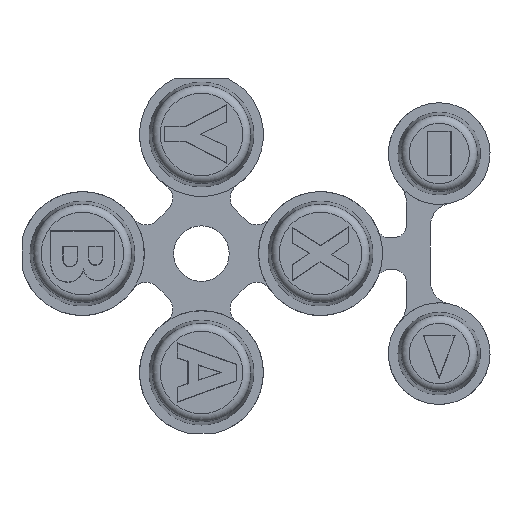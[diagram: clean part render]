
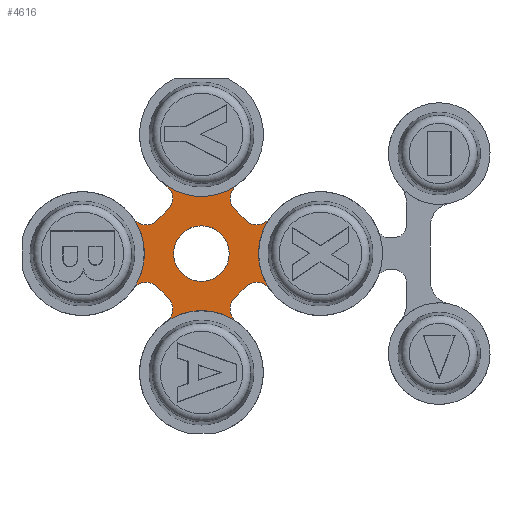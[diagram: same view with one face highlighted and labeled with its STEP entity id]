
A CAD part, top view. The second image highlights one B-rep face of the part: STEP entity #4616.
In plain terms, the highlighted planar face has unit normal (0, 0, 1).
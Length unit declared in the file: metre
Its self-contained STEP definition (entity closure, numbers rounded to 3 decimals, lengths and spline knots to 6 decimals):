
#1734=ORIENTED_EDGE('',*,*,#2707,.T.);
#1735=ORIENTED_EDGE('',*,*,#2434,.T.);
#1736=ORIENTED_EDGE('',*,*,#2737,.T.);
#1737=ORIENTED_EDGE('',*,*,#2734,.T.);
#1738=ORIENTED_EDGE('',*,*,#2731,.T.);
#1739=ORIENTED_EDGE('',*,*,#2476,.T.);
#1740=ORIENTED_EDGE('',*,*,#2729,.T.);
#1741=ORIENTED_EDGE('',*,*,#2726,.T.);
#1742=ORIENTED_EDGE('',*,*,#2723,.T.);
#1743=ORIENTED_EDGE('',*,*,#2500,.T.);
#1744=ORIENTED_EDGE('',*,*,#2721,.T.);
#1745=ORIENTED_EDGE('',*,*,#2718,.T.);
#1746=ORIENTED_EDGE('',*,*,#2715,.T.);
#1747=ORIENTED_EDGE('',*,*,#2488,.T.);
#1748=ORIENTED_EDGE('',*,*,#2713,.T.);
#1749=ORIENTED_EDGE('',*,*,#2710,.T.);
#1750=ORIENTED_EDGE('',*,*,#2784,.T.);
#2434=EDGE_CURVE('',#3129,#3130,#3521,.T.);
#2476=EDGE_CURVE('',#3167,#3166,#3544,.T.);
#2488=EDGE_CURVE('',#3177,#3176,#3550,.T.);
#2500=EDGE_CURVE('',#3187,#3186,#3556,.T.);
#2707=EDGE_CURVE('',#3340,#3129,#3595,.T.);
#2710=EDGE_CURVE('',#3342,#3340,#3597,.T.);
#2713=EDGE_CURVE('',#3176,#3342,#3599,.T.);
#2715=EDGE_CURVE('',#3344,#3177,#3601,.T.);
#2718=EDGE_CURVE('',#3346,#3344,#3603,.T.);
#2721=EDGE_CURVE('',#3186,#3346,#3605,.T.);
#2723=EDGE_CURVE('',#3348,#3187,#3607,.T.);
#2726=EDGE_CURVE('',#3350,#3348,#3609,.T.);
#2729=EDGE_CURVE('',#3166,#3350,#3611,.T.);
#2731=EDGE_CURVE('',#3352,#3167,#3613,.T.);
#2734=EDGE_CURVE('',#3354,#3352,#3615,.T.);
#2737=EDGE_CURVE('',#3130,#3354,#3617,.T.);
#2784=EDGE_CURVE('',#3376,#3376,#3636,.T.);
#3129=VERTEX_POINT('',#6864);
#3130=VERTEX_POINT('',#6865);
#3166=VERTEX_POINT('',#6951);
#3167=VERTEX_POINT('',#6953);
#3176=VERTEX_POINT('',#6977);
#3177=VERTEX_POINT('',#6979);
#3186=VERTEX_POINT('',#7003);
#3187=VERTEX_POINT('',#7005);
#3340=VERTEX_POINT('',#7697);
#3342=VERTEX_POINT('',#7703);
#3344=VERTEX_POINT('',#7712);
#3346=VERTEX_POINT('',#7718);
#3348=VERTEX_POINT('',#7727);
#3350=VERTEX_POINT('',#7733);
#3352=VERTEX_POINT('',#7742);
#3354=VERTEX_POINT('',#7748);
#3376=VERTEX_POINT('',#7867);
#3521=CIRCLE('',#4822,0.0039);
#3544=CIRCLE('',#4854,0.0039);
#3550=CIRCLE('',#4864,0.0039);
#3556=CIRCLE('',#4874,0.0039);
#3595=CIRCLE('',#4972,0.001);
#3597=CIRCLE('',#4975,0.01);
#3599=CIRCLE('',#4978,0.001);
#3601=CIRCLE('',#4981,0.001);
#3603=CIRCLE('',#4984,0.01);
#3605=CIRCLE('',#4987,0.001);
#3607=CIRCLE('',#4990,0.001);
#3609=CIRCLE('',#4993,0.01);
#3611=CIRCLE('',#4996,0.001);
#3613=CIRCLE('',#4999,0.001);
#3615=CIRCLE('',#5002,0.01);
#3617=CIRCLE('',#5005,0.001);
#3636=CIRCLE('',#5043,0.00175);
#3863=EDGE_LOOP('',(#1734,#1735,#1736,#1737,#1738,#1739,#1740,#1741,#1742,
#1743,#1744,#1745,#1746,#1747,#1748,#1749));
#3864=EDGE_LOOP('',(#1750));
#4175=FACE_BOUND('',#3863,.T.);
#4176=FACE_BOUND('',#3864,.T.);
#4377=PLANE('',#5100);
#4616=ADVANCED_FACE('',(#4175,#4176),#4377,.F.);
#4822=AXIS2_PLACEMENT_3D('',#6863,#5402,#5403);
#4854=AXIS2_PLACEMENT_3D('',#6952,#5485,#5486);
#4864=AXIS2_PLACEMENT_3D('',#6978,#5511,#5512);
#4874=AXIS2_PLACEMENT_3D('',#7004,#5537,#5538);
#4972=AXIS2_PLACEMENT_3D('',#7696,#5810,#5811);
#4975=AXIS2_PLACEMENT_3D('',#7702,#5817,#5818);
#4978=AXIS2_PLACEMENT_3D('',#7708,#5824,#5825);
#4981=AXIS2_PLACEMENT_3D('',#7711,#5830,#5831);
#4984=AXIS2_PLACEMENT_3D('',#7717,#5837,#5838);
#4987=AXIS2_PLACEMENT_3D('',#7723,#5844,#5845);
#4990=AXIS2_PLACEMENT_3D('',#7726,#5850,#5851);
#4993=AXIS2_PLACEMENT_3D('',#7732,#5857,#5858);
#4996=AXIS2_PLACEMENT_3D('',#7738,#5864,#5865);
#4999=AXIS2_PLACEMENT_3D('',#7741,#5870,#5871);
#5002=AXIS2_PLACEMENT_3D('',#7747,#5877,#5878);
#5005=AXIS2_PLACEMENT_3D('',#7753,#5884,#5885);
#5043=AXIS2_PLACEMENT_3D('',#7866,#5979,#5980);
#5100=AXIS2_PLACEMENT_3D('',#7980,#6109,#6110);
#5402=DIRECTION('',(0.,0.,-1.));
#5403=DIRECTION('',(-1.,0.,0.));
#5485=DIRECTION('',(0.,0.,-1.));
#5486=DIRECTION('',(-1.,0.,0.));
#5511=DIRECTION('',(0.,0.,-1.));
#5512=DIRECTION('',(-1.,0.,0.));
#5537=DIRECTION('',(0.,0.,-1.));
#5538=DIRECTION('',(-1.,0.,0.));
#5810=DIRECTION('',(0.,0.,-1.));
#5811=DIRECTION('',(-1.,0.,0.));
#5817=DIRECTION('',(0.,0.,-1.));
#5818=DIRECTION('',(-1.,0.,0.));
#5824=DIRECTION('',(0.,0.,-1.));
#5825=DIRECTION('',(-1.,0.,0.));
#5830=DIRECTION('',(0.,0.,-1.));
#5831=DIRECTION('',(-1.,0.,0.));
#5837=DIRECTION('',(0.,0.,-1.));
#5838=DIRECTION('',(-1.,0.,0.));
#5844=DIRECTION('',(0.,0.,-1.));
#5845=DIRECTION('',(-1.,0.,0.));
#5850=DIRECTION('',(0.,0.,-1.));
#5851=DIRECTION('',(-1.,0.,0.));
#5857=DIRECTION('',(0.,0.,-1.));
#5858=DIRECTION('',(-1.,0.,0.));
#5864=DIRECTION('',(0.,0.,-1.));
#5865=DIRECTION('',(-1.,0.,0.));
#5870=DIRECTION('',(0.,0.,-1.));
#5871=DIRECTION('',(-1.,0.,0.));
#5877=DIRECTION('',(0.,0.,-1.));
#5878=DIRECTION('',(-1.,0.,0.));
#5884=DIRECTION('',(0.,0.,-1.));
#5885=DIRECTION('',(-1.,0.,0.));
#5979=DIRECTION('',(0.,0.,-1.));
#5980=DIRECTION('',(-1.,0.,0.));
#6109=DIRECTION('',(0.,0.,-1.));
#6110=DIRECTION('',(1.,0.,0.));
#6863=CARTESIAN_POINT('',(0.0039,-0.0445,-0.0002));
#6864=CARTESIAN_POINT('',(0.000703,-0.046734,-0.0002));
#6865=CARTESIAN_POINT('',(0.000703,-0.042266,-0.0002));
#6951=CARTESIAN_POINT('',(-0.005834,-0.040197,-0.0002));
#6952=CARTESIAN_POINT('',(-0.0036,-0.037,-0.0002));
#6953=CARTESIAN_POINT('',(-0.001366,-0.040197,-0.0002));
#6977=CARTESIAN_POINT('',(-0.001366,-0.048803,-0.0002));
#6978=CARTESIAN_POINT('',(-0.0036,-0.052,-0.0002));
#6979=CARTESIAN_POINT('',(-0.005834,-0.048803,-0.0002));
#7003=CARTESIAN_POINT('',(-0.007903,-0.046734,-0.0002));
#7004=CARTESIAN_POINT('',(-0.0111,-0.0445,-0.0002));
#7005=CARTESIAN_POINT('',(-0.007903,-0.042266,-0.0002));
#7696=CARTESIAN_POINT('',(-0.000117,-0.047307,-0.0002));
#7697=CARTESIAN_POINT('',(-0.000785,-0.046563,-0.0002));
#7702=CARTESIAN_POINT('',(0.0059,-0.054,-0.0002));
#7703=CARTESIAN_POINT('',(-0.001537,-0.047315,-0.0002));
#7708=CARTESIAN_POINT('',(-0.000793,-0.047983,-0.0002));
#7711=CARTESIAN_POINT('',(-0.006407,-0.047983,-0.0002));
#7712=CARTESIAN_POINT('',(-0.005663,-0.047315,-0.0002));
#7717=CARTESIAN_POINT('',(-0.0131,-0.054,-0.0002));
#7718=CARTESIAN_POINT('',(-0.006415,-0.046563,-0.0002));
#7723=CARTESIAN_POINT('',(-0.007083,-0.047307,-0.0002));
#7726=CARTESIAN_POINT('',(-0.007083,-0.041693,-0.0002));
#7727=CARTESIAN_POINT('',(-0.006415,-0.042437,-0.0002));
#7732=CARTESIAN_POINT('',(-0.0131,-0.035,-0.0002));
#7733=CARTESIAN_POINT('',(-0.005663,-0.041685,-0.0002));
#7738=CARTESIAN_POINT('',(-0.006407,-0.041017,-0.0002));
#7741=CARTESIAN_POINT('',(-0.000793,-0.041017,-0.0002));
#7742=CARTESIAN_POINT('',(-0.001537,-0.041685,-0.0002));
#7747=CARTESIAN_POINT('',(0.0059,-0.035,-0.0002));
#7748=CARTESIAN_POINT('',(-0.000785,-0.042437,-0.0002));
#7753=CARTESIAN_POINT('',(-0.000117,-0.041693,-0.0002));
#7866=CARTESIAN_POINT('',(-0.0036,-0.0445,-0.0002));
#7867=CARTESIAN_POINT('',(-0.00535,-0.0445,-0.0002));
#7980=CARTESIAN_POINT('',(-0.000162,-0.0135,-0.0002));
